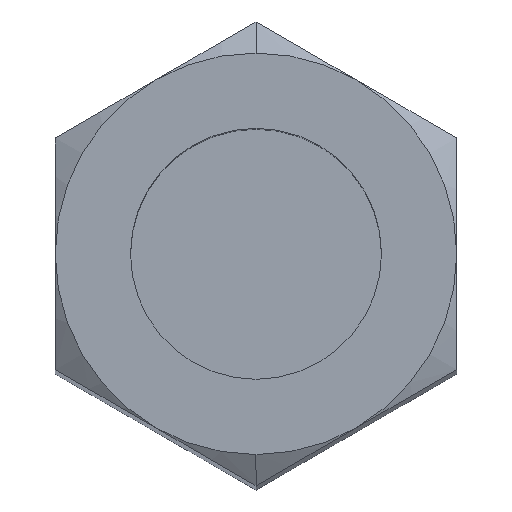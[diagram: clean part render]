
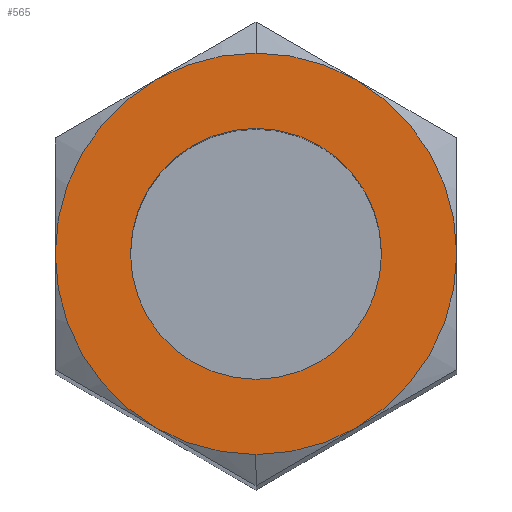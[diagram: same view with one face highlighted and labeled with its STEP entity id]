
A CAD part, top view. The second image highlights one B-rep face of the part: STEP entity #565.
In plain terms, the highlighted planar face has unit normal (0, 0, 1).
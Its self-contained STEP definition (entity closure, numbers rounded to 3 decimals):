
#13 = DIRECTION ( 'NONE',  ( 1., 0., 0. ) ) ;
#37 = CARTESIAN_POINT ( 'NONE',  ( 2., -3.464, 25. ) ) ;
#42 = ORIENTED_EDGE ( 'NONE', *, *, #860, .T. ) ;
#53 = EDGE_CURVE ( 'NONE', #695, #334, #452, .T. ) ;
#67 = AXIS2_PLACEMENT_3D ( 'NONE', #135, #464, #71 ) ;
#71 = DIRECTION ( 'NONE',  ( 0., 1., 0. ) ) ;
#81 = AXIS2_PLACEMENT_3D ( 'NONE', #153, #425, #315 ) ;
#88 = EDGE_LOOP ( 'NONE', ( #249, #633, #42, #548, #742, #602, #525, #477 ) ) ;
#109 = VERTEX_POINT ( 'NONE', #165 ) ;
#135 = CARTESIAN_POINT ( 'NONE',  ( 0., 0., 25. ) ) ;
#153 = CARTESIAN_POINT ( 'NONE',  ( 0., 0., 25. ) ) ;
#154 = CARTESIAN_POINT ( 'NONE',  ( 0., -4., 25. ) ) ;
#155 = CARTESIAN_POINT ( 'NONE',  ( 0., 0., 25. ) ) ;
#160 = DIRECTION ( 'NONE',  ( 0., 1., 0. ) ) ;
#165 = CARTESIAN_POINT ( 'NONE',  ( 0., 4., 25. ) ) ;
#166 = VERTEX_POINT ( 'NONE', #154 ) ;
#167 = EDGE_CURVE ( 'NONE', #613, #109, #511, .T. ) ;
#183 = PLANE ( 'NONE',  #731 ) ;
#185 = CIRCLE ( 'NONE', #306, 4. ) ;
#198 = CIRCLE ( 'NONE', #67, 4. ) ;
#217 = DIRECTION ( 'NONE',  ( 0., 1., 0. ) ) ;
#226 = CARTESIAN_POINT ( 'NONE',  ( 0., 0., 25. ) ) ;
#249 = ORIENTED_EDGE ( 'NONE', *, *, #167, .T. ) ;
#269 = CIRCLE ( 'NONE', #769, 4. ) ;
#287 = CARTESIAN_POINT ( 'NONE',  ( 0., 0., 25. ) ) ;
#297 = DIRECTION ( 'NONE',  ( 0., 0., 1. ) ) ;
#301 = CARTESIAN_POINT ( 'NONE',  ( 4., 0., 25. ) ) ;
#306 = AXIS2_PLACEMENT_3D ( 'NONE', #431, #704, #837 ) ;
#315 = DIRECTION ( 'NONE',  ( 1., 0., 0. ) ) ;
#325 = VERTEX_POINT ( 'NONE', #835 ) ;
#327 = FACE_BOUND ( 'NONE', #718, .T. ) ;
#328 = EDGE_CURVE ( 'NONE', #334, #613, #673, .T. ) ;
#334 = VERTEX_POINT ( 'NONE', #301 ) ;
#367 = CARTESIAN_POINT ( 'NONE',  ( -2., 3.464, 25. ) ) ;
#415 = CIRCLE ( 'NONE', #530, 4. ) ;
#425 = DIRECTION ( 'NONE',  ( 0., 0., -1. ) ) ;
#429 = VERTEX_POINT ( 'NONE', #844 ) ;
#431 = CARTESIAN_POINT ( 'NONE',  ( 0., 0., 25. ) ) ;
#435 = DIRECTION ( 'NONE',  ( 0., 1., 0. ) ) ;
#452 = CIRCLE ( 'NONE', #764, 4. ) ;
#459 = CIRCLE ( 'NONE', #674, 4. ) ;
#461 = CARTESIAN_POINT ( 'NONE',  ( 0., 0., 25. ) ) ;
#464 = DIRECTION ( 'NONE',  ( 0., 0., 1. ) ) ;
#473 = FACE_OUTER_BOUND ( 'NONE', #88, .T. ) ;
#477 = ORIENTED_EDGE ( 'NONE', *, *, #328, .T. ) ;
#489 = CARTESIAN_POINT ( 'NONE',  ( 2., 3.464, 25. ) ) ;
#495 = CARTESIAN_POINT ( 'NONE',  ( 0., 0., 25. ) ) ;
#504 = DIRECTION ( 'NONE',  ( 0., 0., 1. ) ) ;
#511 = CIRCLE ( 'NONE', #624, 4. ) ;
#513 = EDGE_CURVE ( 'NONE', #325, #679, #198, .T. ) ;
#517 = AXIS2_PLACEMENT_3D ( 'NONE', #650, #580, #654 ) ;
#518 = CIRCLE ( 'NONE', #647, 2.5 ) ;
#523 = DIRECTION ( 'NONE',  ( 0., 1., 0. ) ) ;
#524 = EDGE_CURVE ( 'NONE', #679, #166, #269, .T. ) ;
#525 = ORIENTED_EDGE ( 'NONE', *, *, #53, .T. ) ;
#530 = AXIS2_PLACEMENT_3D ( 'NONE', #226, #504, #435 ) ;
#533 = DIRECTION ( 'NONE',  ( 0., 0., 1. ) ) ;
#539 = DIRECTION ( 'NONE',  ( 0., 0., 1. ) ) ;
#548 = ORIENTED_EDGE ( 'NONE', *, *, #513, .T. ) ;
#565 = ADVANCED_FACE ( 'NONE', ( #327, #473 ), #183, .T. ) ;
#580 = DIRECTION ( 'NONE',  ( 0., 0., 1. ) ) ;
#602 = ORIENTED_EDGE ( 'NONE', *, *, #672, .T. ) ;
#607 = ORIENTED_EDGE ( 'NONE', *, *, #687, .T. ) ;
#613 = VERTEX_POINT ( 'NONE', #489 ) ;
#617 = ORIENTED_EDGE ( 'NONE', *, *, #635, .T. ) ;
#624 = AXIS2_PLACEMENT_3D ( 'NONE', #495, #533, #755 ) ;
#633 = ORIENTED_EDGE ( 'NONE', *, *, #862, .T. ) ;
#635 = EDGE_CURVE ( 'NONE', #670, #429, #518, .T. ) ;
#647 = AXIS2_PLACEMENT_3D ( 'NONE', #685, #819, #13 ) ;
#650 = CARTESIAN_POINT ( 'NONE',  ( 0., 0., 25. ) ) ;
#654 = DIRECTION ( 'NONE',  ( 0., 1., 0. ) ) ;
#670 = VERTEX_POINT ( 'NONE', #692 ) ;
#672 = EDGE_CURVE ( 'NONE', #166, #695, #459, .T. ) ;
#673 = CIRCLE ( 'NONE', #517, 4. ) ;
#674 = AXIS2_PLACEMENT_3D ( 'NONE', #287, #830, #217 ) ;
#679 = VERTEX_POINT ( 'NONE', #763 ) ;
#685 = CARTESIAN_POINT ( 'NONE',  ( 0., 0., 25. ) ) ;
#686 = CIRCLE ( 'NONE', #81, 2.5 ) ;
#687 = EDGE_CURVE ( 'NONE', #429, #670, #686, .T. ) ;
#692 = CARTESIAN_POINT ( 'NONE',  ( -2.5, 0., 25. ) ) ;
#695 = VERTEX_POINT ( 'NONE', #37 ) ;
#704 = DIRECTION ( 'NONE',  ( 0., 0., 1. ) ) ;
#718 = EDGE_LOOP ( 'NONE', ( #607, #617 ) ) ;
#731 = AXIS2_PLACEMENT_3D ( 'NONE', #736, #868, #802 ) ;
#736 = CARTESIAN_POINT ( 'NONE',  ( 0., 0., 25. ) ) ;
#742 = ORIENTED_EDGE ( 'NONE', *, *, #524, .T. ) ;
#745 = VERTEX_POINT ( 'NONE', #367 ) ;
#755 = DIRECTION ( 'NONE',  ( 0., 1., 0. ) ) ;
#763 = CARTESIAN_POINT ( 'NONE',  ( -2., -3.464, 25. ) ) ;
#764 = AXIS2_PLACEMENT_3D ( 'NONE', #155, #297, #160 ) ;
#769 = AXIS2_PLACEMENT_3D ( 'NONE', #461, #539, #523 ) ;
#802 = DIRECTION ( 'NONE',  ( 1., 0., 0. ) ) ;
#819 = DIRECTION ( 'NONE',  ( 0., 0., -1. ) ) ;
#830 = DIRECTION ( 'NONE',  ( 0., 0., 1. ) ) ;
#835 = CARTESIAN_POINT ( 'NONE',  ( -4., 0., 25. ) ) ;
#837 = DIRECTION ( 'NONE',  ( 0., 1., 0. ) ) ;
#844 = CARTESIAN_POINT ( 'NONE',  ( 2.5, 0., 25. ) ) ;
#860 = EDGE_CURVE ( 'NONE', #745, #325, #185, .T. ) ;
#862 = EDGE_CURVE ( 'NONE', #109, #745, #415, .T. ) ;
#868 = DIRECTION ( 'NONE',  ( 0., 0., 1. ) ) ;
